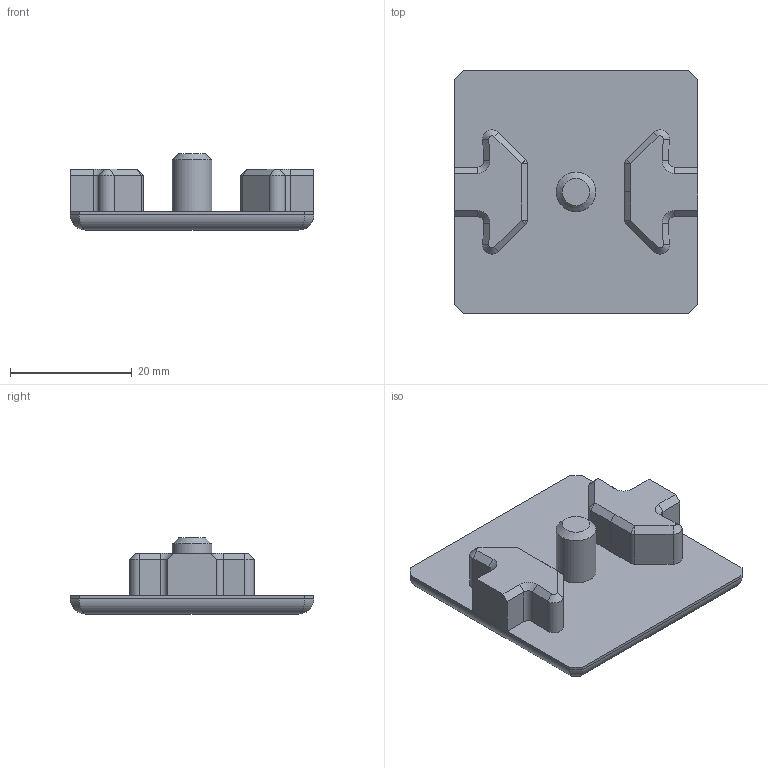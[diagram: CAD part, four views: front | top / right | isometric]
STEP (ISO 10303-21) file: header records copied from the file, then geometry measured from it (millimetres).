
FILE_DESCRIPTION(/* description */ (''),/* implementation_level */ '2;1');
FILE_NAME(/* name */ '4040_EndCap.step',/* time_stamp */ '2026-02-01T10:27:15-06:00',/* author */ (''),/* organization */ (''),/* preprocessor_version */ 'ST-DEVELOPER v20.1',/* originating_system */ 'Autodesk Translation Framework v14.24.0.0',/* authorisation */ '');
FILE_SCHEMA (('AUTOMOTIVE_DESIGN { 1 0 10303 214 3 1 1 }'));
Length unit declared in the file: millimetre
Products named in the file (1): 4040_EndCap
Bounding box: 40 x 40 x 12.5 mm (x, y, z)
Volume: 7059.2 mm3; surface area: 4404.4 mm2
Topology: 1 solids, 1 shells, 79 faces, 192 edges, 112 vertices
Faces by surface type: plane 45, cylinder 21, cone 13
Full cylindrical faces by diameter (mm): 6.5 x1
Entity records: 2258 total; most frequent: DIRECTION 391, CARTESIAN_POINT 380, ORIENTED_EDGE 376, EDGE_CURVE 188, LINE 145, VECTOR 145, AXIS2_PLACEMENT_3D 123, VERTEX_POINT 112
